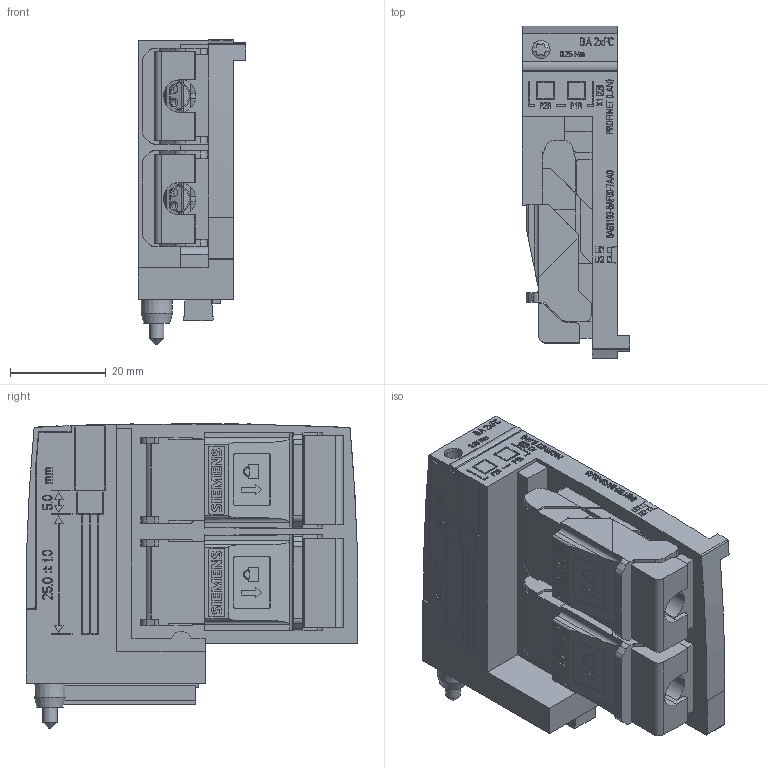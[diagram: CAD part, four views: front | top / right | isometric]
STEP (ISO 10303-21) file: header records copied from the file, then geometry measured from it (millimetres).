
FILE_DESCRIPTION(/* description */ (''),/* implementation_level */ '2;1');
FILE_NAME(/* name */ '6AG1193-6AF00-7AA0_3d.stp',/* time_stamp */ '2024-12-23T14:04:32+08:00',/* author */ (''),/* organization */ (''),/* preprocessor_version */ 'ST-DEVELOPER v18.101',/* originating_system */ 'SIEMENS PLM Software NX 2008',/* authorisation */ '');
FILE_SCHEMA (('AUTOMOTIVE_DESIGN { 1 0 10303 214 3 1 1 1 }'));
Length unit declared in the file: millimetre
Products named in the file (3): A5E54280438A_RS-AA_001_1-labeling; A5E31704933A_RS-AA_002_2-box; A5E54280435A_RS-AA_001_1-CAx_6AG11936AF007AA0
Assembly tree (2 placements, depth 2):
  A5E54280435A_RS-AA_001_1-CAx_6AG11936AF007AA0
    A5E31704933A_RS-AA_002_2-box
    A5E54280438A_RS-AA_001_1-labeling
Bounding box: 22.5 x 69.3 x 63.68 mm (x, y, z)
Volume: 48261.7 mm3; surface area: 21466.5 mm2
Topology: 85 solids, 86 shells, 2421 faces, 6339 edges, 4221 vertices
Faces by surface type: plane 1638, cylinder 396, extrusion 383, cone 3, sphere 1
Full cylindrical faces by diameter (mm): 1.8 x8, 2.6 x1, 3 x1, 3.5 x2, 3.8 x2, 4 x2, 4.5 x2, 5 x1
Entity records: 95979 total; most frequent: CARTESIAN_POINT 25378, ORIENTED_EDGE 12618, DIRECTION 11072, EDGE_CURVE 6309, VECTOR 4762, LINE 4379, VERTEX_POINT 4220, AXIS2_PLACEMENT_3D 3155
